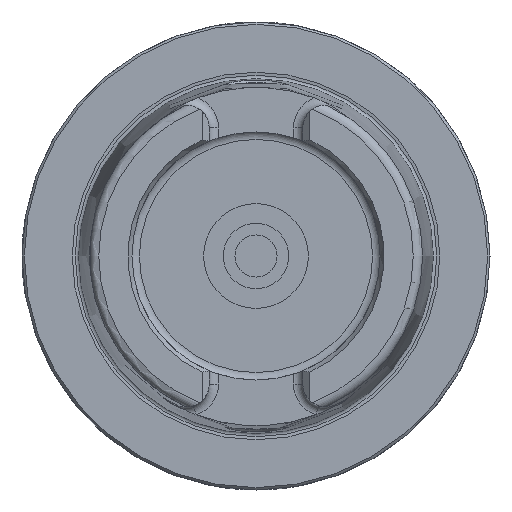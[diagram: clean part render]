
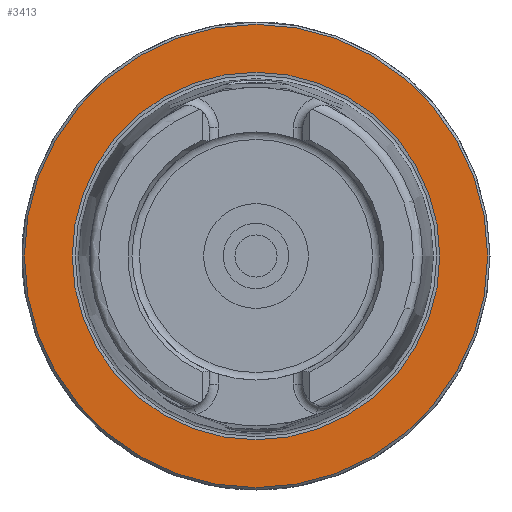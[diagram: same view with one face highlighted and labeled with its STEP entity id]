
A CAD part, left-side view. The second image highlights one B-rep face of the part: STEP entity #3413.
In plain terms, the highlighted planar face has unit normal (-1, 0, 0).
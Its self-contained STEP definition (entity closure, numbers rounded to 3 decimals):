
#198=FACE_BOUND('',#1132,.T.);
#244=PLANE('',#3912);
#914=FACE_OUTER_BOUND('',#1131,.T.);
#1131=EDGE_LOOP('',(#2824));
#1132=EDGE_LOOP('',(#2825));
#1357=CIRCLE('',#3911,39.275);
#1358=CIRCLE('',#3913,49.5);
#1620=VERTEX_POINT('',#6609);
#1621=VERTEX_POINT('',#6613);
#2045=EDGE_CURVE('',#1620,#1620,#1357,.T.);
#2046=EDGE_CURVE('',#1621,#1621,#1358,.T.);
#2824=ORIENTED_EDGE('',*,*,#2046,.F.);
#2825=ORIENTED_EDGE('',*,*,#2045,.T.);
#3413=ADVANCED_FACE('',(#914,#198),#244,.T.);
#3911=AXIS2_PLACEMENT_3D('',#6611,#4648,#4649);
#3912=AXIS2_PLACEMENT_3D('',#6612,#4650,#4651);
#3913=AXIS2_PLACEMENT_3D('',#6614,#4652,#4653);
#4648=DIRECTION('center_axis',(1.,0.,0.));
#4649=DIRECTION('ref_axis',(0.,0.,-1.));
#4650=DIRECTION('center_axis',(-1.,0.,0.));
#4651=DIRECTION('ref_axis',(0.,0.,1.));
#4652=DIRECTION('center_axis',(1.,0.,0.));
#4653=DIRECTION('ref_axis',(0.,0.,-1.));
#6609=CARTESIAN_POINT('',(0.,-39.275,0.));
#6611=CARTESIAN_POINT('Origin',(0.,0.,0.));
#6612=CARTESIAN_POINT('Origin',(0.,49.5,0.));
#6613=CARTESIAN_POINT('',(0.,-49.5,0.));
#6614=CARTESIAN_POINT('Origin',(0.,0.,0.));
